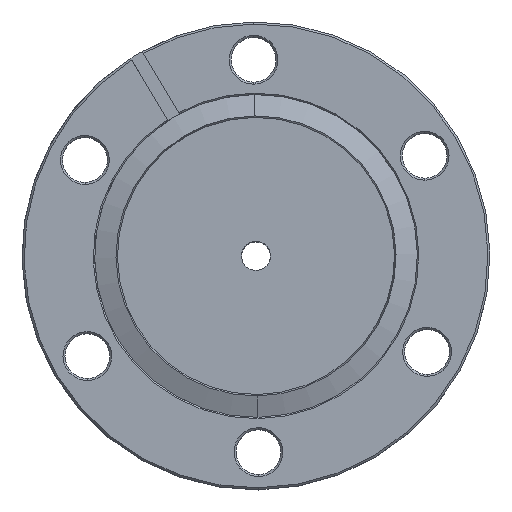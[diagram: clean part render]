
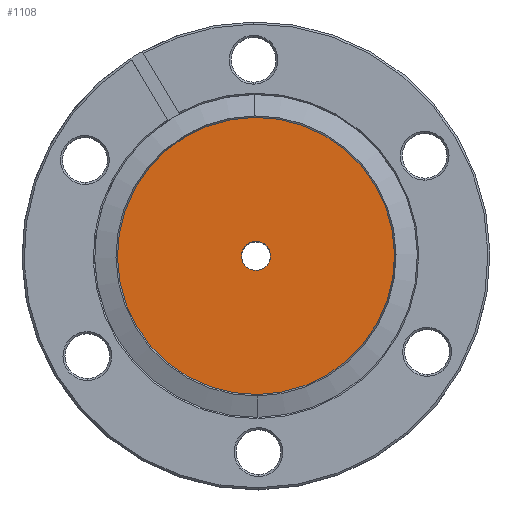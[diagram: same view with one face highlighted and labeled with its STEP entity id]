
A CAD part, top view. The second image highlights one B-rep face of the part: STEP entity #1108.
In plain terms, the highlighted face is planar.
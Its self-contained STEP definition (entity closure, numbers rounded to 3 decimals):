
#31 = AXIS2_PLACEMENT_3D ( 'NONE', #1523, #463, #1703 ) ;
#117 = AXIS2_PLACEMENT_3D ( 'NONE', #902, #2174, #1094 ) ;
#121 = AXIS2_PLACEMENT_3D ( 'NONE', #1619, #555, #1809 ) ;
#275 = AXIS2_PLACEMENT_3D ( 'NONE', #287, #1538, #479 ) ;
#287 = CARTESIAN_POINT ( 'NONE',  ( 0.6, 0., 0. ) ) ;
#355 = DIRECTION ( 'NONE',  ( 0., 0., -1. ) ) ;
#413 = EDGE_LOOP ( 'NONE', ( #1974, #1624 ) ) ;
#463 = DIRECTION ( 'NONE',  ( -1., 0., 0. ) ) ;
#479 = DIRECTION ( 'NONE',  ( 0., 0., 1. ) ) ;
#555 = DIRECTION ( 'NONE',  ( 1., 0., 0. ) ) ;
#558 = CIRCLE ( 'NONE', #117, 2.175 ) ;
#625 = ORIENTED_EDGE ( 'NONE', *, *, #913, .T. ) ;
#704 = CARTESIAN_POINT ( 'NONE',  ( 0.6, 20.732, 0. ) ) ;
#720 = EDGE_CURVE ( 'NONE', #998, #2263, #2046, .T. ) ;
#723 = EDGE_CURVE ( 'NONE', #2263, #998, #558, .T. ) ;
#724 = AXIS2_PLACEMENT_3D ( 'NONE', #704, #1410, #355 ) ;
#827 = CARTESIAN_POINT ( 'NONE',  ( 0.6, 0., -2.175 ) ) ;
#902 = CARTESIAN_POINT ( 'NONE',  ( 0.6, 0., 0. ) ) ;
#913 = EDGE_CURVE ( 'NONE', #1404, #1706, #2076, .T. ) ;
#968 = EDGE_CURVE ( 'NONE', #1706, #1404, #2014, .T. ) ;
#998 = VERTEX_POINT ( 'NONE', #827 ) ;
#1084 = FACE_OUTER_BOUND ( 'NONE', #1931, .T. ) ;
#1094 = DIRECTION ( 'NONE',  ( 0., 0., -1. ) ) ;
#1108 = ADVANCED_FACE ( 'NONE', ( #1555, #1084 ), #1589, .F. ) ;
#1231 = ORIENTED_EDGE ( 'NONE', *, *, #968, .T. ) ;
#1299 = CARTESIAN_POINT ( 'NONE',  ( 0.6, 0., 20.732 ) ) ;
#1316 = CARTESIAN_POINT ( 'NONE',  ( 0.6, 0., -20.732 ) ) ;
#1404 = VERTEX_POINT ( 'NONE', #1299 ) ;
#1410 = DIRECTION ( 'NONE',  ( 1., 0., 0. ) ) ;
#1523 = CARTESIAN_POINT ( 'NONE',  ( 0.6, 0., 0. ) ) ;
#1538 = DIRECTION ( 'NONE',  ( -1., 0., 0. ) ) ;
#1555 = FACE_BOUND ( 'NONE', #413, .T. ) ;
#1589 = PLANE ( 'NONE',  #724 ) ;
#1619 = CARTESIAN_POINT ( 'NONE',  ( 0.6, 0., 0. ) ) ;
#1624 = ORIENTED_EDGE ( 'NONE', *, *, #723, .T. ) ;
#1703 = DIRECTION ( 'NONE',  ( 0., 0., 1. ) ) ;
#1706 = VERTEX_POINT ( 'NONE', #1316 ) ;
#1809 = DIRECTION ( 'NONE',  ( 0., 0., -1. ) ) ;
#1931 = EDGE_LOOP ( 'NONE', ( #625, #1231 ) ) ;
#1974 = ORIENTED_EDGE ( 'NONE', *, *, #720, .T. ) ;
#2014 = CIRCLE ( 'NONE', #275, 20.732 ) ;
#2039 = CARTESIAN_POINT ( 'NONE',  ( 0.6, 0., 2.175 ) ) ;
#2046 = CIRCLE ( 'NONE', #121, 2.175 ) ;
#2076 = CIRCLE ( 'NONE', #31, 20.732 ) ;
#2174 = DIRECTION ( 'NONE',  ( 1., 0., 0. ) ) ;
#2263 = VERTEX_POINT ( 'NONE', #2039 ) ;
